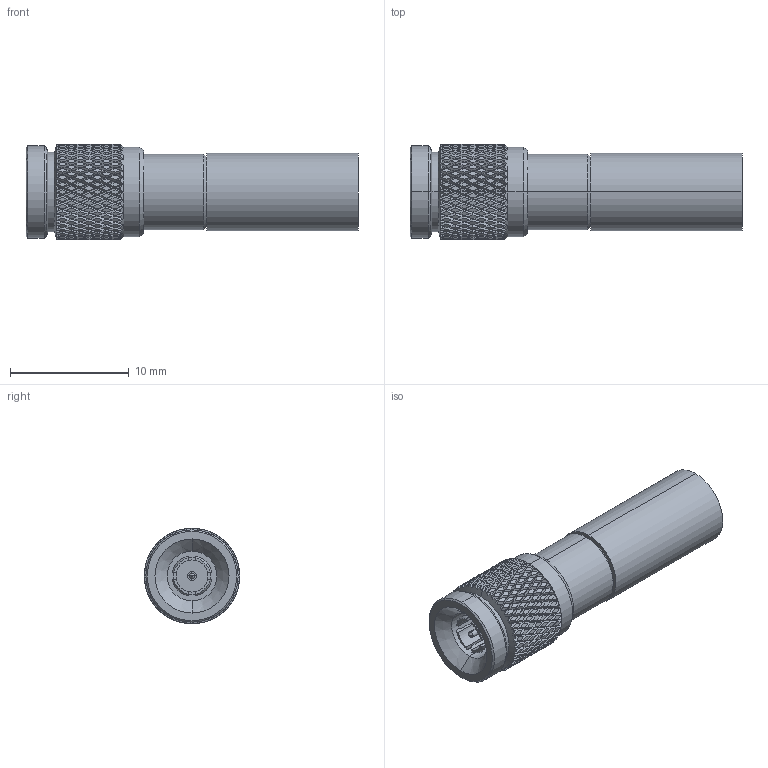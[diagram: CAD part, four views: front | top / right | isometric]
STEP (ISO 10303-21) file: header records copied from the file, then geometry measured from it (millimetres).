
FILE_DESCRIPTION (( 'STEP AP203' ), '1' );
FILE_NAME ('FMCN1815_3D.STEP', '2022-02-11T00:04:58', ( '' ), ( '' ), 'SwSTEP 2.0', 'SolidWorks 2021', '' );
FILE_SCHEMA (( 'CONFIG_CONTROL_DESIGN' ));
Products named in the file (1): FMCN1815_3D
Bounding box: 27.9 x 8.03 x 8.03 mm (x, y, z)
Volume: 704.7 mm3; surface area: 1339.1 mm2
Topology: 1 solids, 1 shells, 1725 faces, 3716 edges, 2002 vertices
Faces by surface type: bspline 1288, cylinder 390, plane 27, cone 20
Entity records: 68249 total; most frequent: CARTESIAN_POINT 44956, ORIENTED_EDGE 7432, EDGE_CURVE 3716, B_SPLINE_CURVE_WITH_KNOTS 2182, VERTEX_POINT 2002, EDGE_LOOP 1734, FACE_OUTER_BOUND 1725, ADVANCED_FACE 1725
